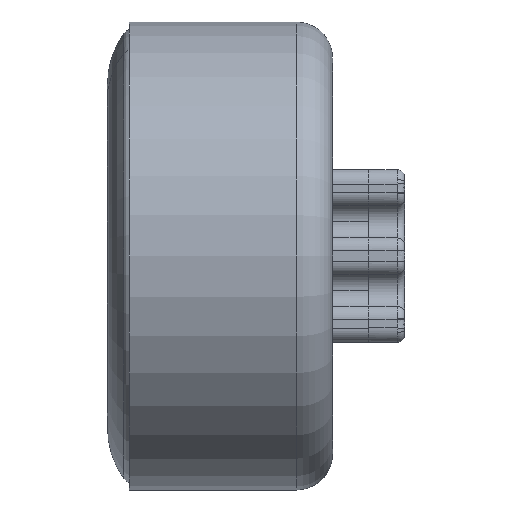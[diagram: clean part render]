
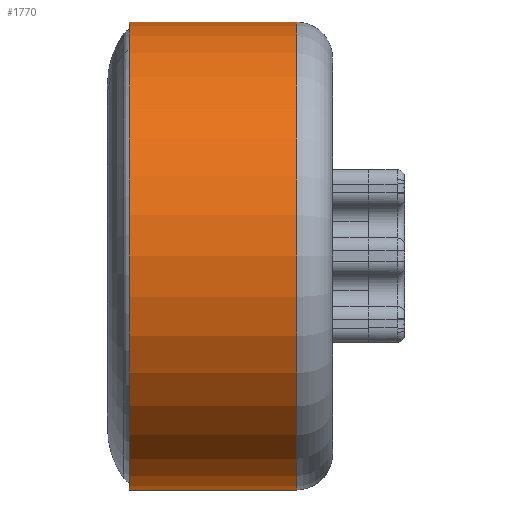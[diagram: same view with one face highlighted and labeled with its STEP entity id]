
A CAD part, left-side view. The second image highlights one B-rep face of the part: STEP entity #1770.
In plain terms, the highlighted cylindrical face has radius 65 mm (diameter 130 mm), a partial arc.
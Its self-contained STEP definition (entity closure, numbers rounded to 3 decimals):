
#491 = CARTESIAN_POINT ( 'NONE',  ( 0., 10., 65. ) ) ;
#530 = EDGE_CURVE ( 'NONE', #3425, #3910, #1083, .T. ) ;
#546 = ORIENTED_EDGE ( 'NONE', *, *, #530, .T. ) ;
#674 = CARTESIAN_POINT ( 'NONE',  ( 0., 56.5, 0. ) ) ;
#924 = DIRECTION ( 'NONE',  ( 0., -1., 0. ) ) ;
#927 = DIRECTION ( 'NONE',  ( 0., 1., 0. ) ) ;
#1016 = ORIENTED_EDGE ( 'NONE', *, *, #4209, .T. ) ;
#1083 = CIRCLE ( 'NONE', #4838, 65. ) ;
#1207 = AXIS2_PLACEMENT_3D ( 'NONE', #1790, #5415, #2304 ) ;
#1403 = CARTESIAN_POINT ( 'NONE',  ( 0., 56.5, 65. ) ) ;
#1770 = ADVANCED_FACE ( 'NONE', ( #3342 ), #1816, .T. ) ;
#1790 = CARTESIAN_POINT ( 'NONE',  ( 0., 56.5, 0. ) ) ;
#1816 = CYLINDRICAL_SURFACE ( 'NONE', #4914, 65. ) ;
#1878 = VECTOR ( 'NONE', #5025, 1000. ) ;
#2260 = EDGE_CURVE ( 'NONE', #2721, #3910, #4620, .T. ) ;
#2304 = DIRECTION ( 'NONE',  ( 0., 0., 1. ) ) ;
#2527 = CARTESIAN_POINT ( 'NONE',  ( 0., 10., -65. ) ) ;
#2711 = DIRECTION ( 'NONE',  ( 0., 0., -1. ) ) ;
#2721 = VERTEX_POINT ( 'NONE', #5919 ) ;
#3202 = VECTOR ( 'NONE', #924, 1000. ) ;
#3236 = LINE ( 'NONE', #4440, #1878 ) ;
#3342 = FACE_OUTER_BOUND ( 'NONE', #5570, .T. ) ;
#3425 = VERTEX_POINT ( 'NONE', #2527 ) ;
#3910 = VERTEX_POINT ( 'NONE', #491 ) ;
#4013 = CARTESIAN_POINT ( 'NONE',  ( 0., 10., 0. ) ) ;
#4209 = EDGE_CURVE ( 'NONE', #4514, #3425, #3236, .T. ) ;
#4233 = ORIENTED_EDGE ( 'NONE', *, *, #2260, .F. ) ;
#4291 = DIRECTION ( 'NONE',  ( 0., -1., 0. ) ) ;
#4440 = CARTESIAN_POINT ( 'NONE',  ( 0., 56.5, -65. ) ) ;
#4514 = VERTEX_POINT ( 'NONE', #5038 ) ;
#4550 = DIRECTION ( 'NONE',  ( 0., 0., 1. ) ) ;
#4620 = LINE ( 'NONE', #1403, #3202 ) ;
#4776 = CIRCLE ( 'NONE', #1207, 65. ) ;
#4838 = AXIS2_PLACEMENT_3D ( 'NONE', #4013, #927, #4550 ) ;
#4914 = AXIS2_PLACEMENT_3D ( 'NONE', #674, #4291, #2711 ) ;
#5025 = DIRECTION ( 'NONE',  ( 0., -1., 0. ) ) ;
#5038 = CARTESIAN_POINT ( 'NONE',  ( 0., 56.5, -65. ) ) ;
#5315 = EDGE_CURVE ( 'NONE', #4514, #2721, #4776, .T. ) ;
#5384 = ORIENTED_EDGE ( 'NONE', *, *, #5315, .F. ) ;
#5415 = DIRECTION ( 'NONE',  ( 0., 1., 0. ) ) ;
#5570 = EDGE_LOOP ( 'NONE', ( #4233, #5384, #1016, #546 ) ) ;
#5919 = CARTESIAN_POINT ( 'NONE',  ( 0., 56.5, 65. ) ) ;
